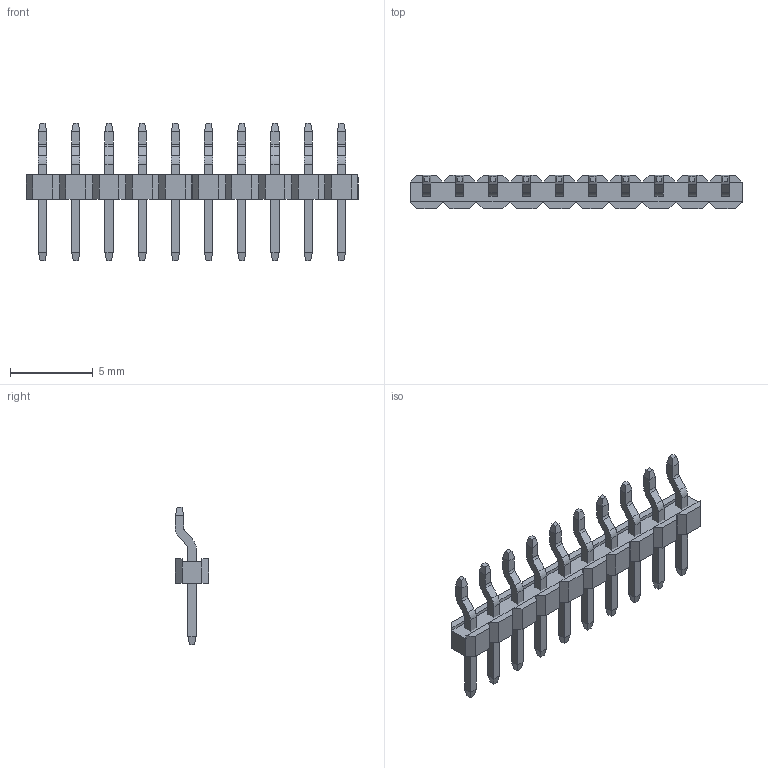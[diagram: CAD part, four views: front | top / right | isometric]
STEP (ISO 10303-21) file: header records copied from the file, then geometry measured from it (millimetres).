
FILE_DESCRIPTION( ('This file contains a STEP AP42 implementation' ,'as created by ZW3D STEP Interface translator.') ,'2;1' );
FILE_NAME( '1215-11XXXXZ085XXXX.stp' ,'23 321.16 932', (''), ('ZWCAD Software Co.'), 'Version 1.0', 'ZW3D to STEP translator', '' );
FILE_SCHEMA(('AUTOMOTIVE_DESIGN { 1 0 10303 214 1 1 1 1 }'));
Length unit declared in the file: millimetre
Products named in the file (2): 0; 蚾饜001001
Bounding box: 20 x 2 x 8.3 mm (x, y, z)
Volume: 69.3 mm3; surface area: 336.8 mm2
Topology: 11 solids, 11 shells, 426 faces, 1052 edges, 648 vertices
Faces by surface type: plane 386, cylinder 40
Entity records: 12679 total; most frequent: CARTESIAN_POINT 2127, ORIENTED_EDGE 2104, DIRECTION 1986, EDGE_CURVE 1052, VECTOR 972, LINE 972, VERTEX_POINT 648, AXIS2_PLACEMENT_3D 507
